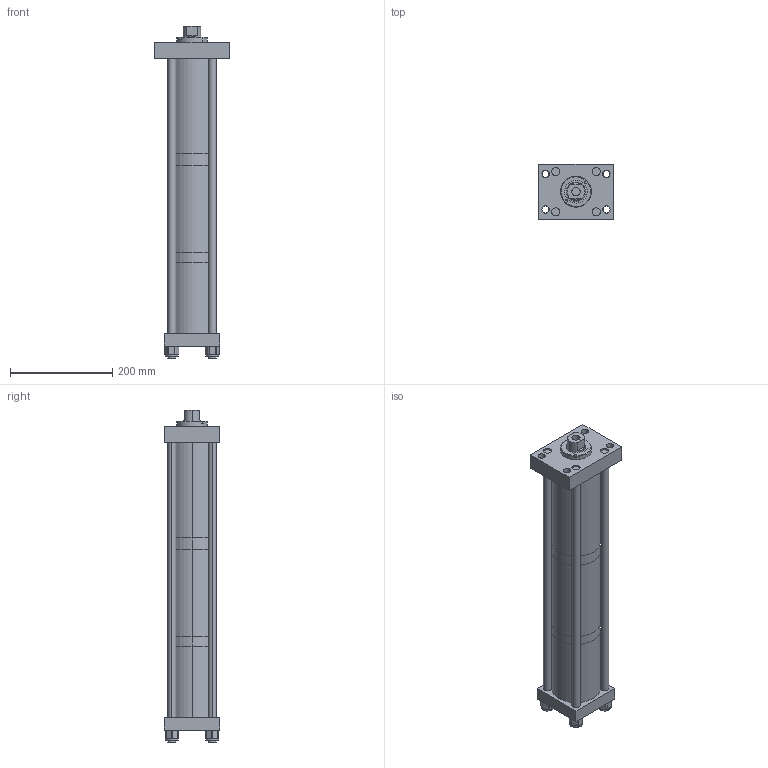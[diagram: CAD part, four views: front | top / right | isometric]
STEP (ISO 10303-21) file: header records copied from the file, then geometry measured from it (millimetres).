
FILE_DESCRIPTION (( 'STEP AP203' ), '1' );
FILE_NAME ('HPI-4-2.00-.25-FH-2020.STEP', '2020-04-17T15:21:58', ( '' ), ( '' ), 'SwSTEP 2.0', 'SolidWorks 2018', '' );
FILE_SCHEMA (( 'CONFIG_CONTROL_DESIGN' ));
Length unit declared in the file: inch
Products named in the file (1): HPI-4-2.00-.25-FH-2020
Bounding box: 146.05 x 107.95 x 650.88 mm (x, y, z)
Volume: 2570069.2 mm3; surface area: 630110.2 mm2
Topology: 18 solids, 18 shells, 349 faces, 801 edges, 505 vertices
Faces by surface type: cylinder 180, plane 132, cone 37
Entity records: 10980 total; most frequent: CARTESIAN_POINT 2648, DIRECTION 1871, ORIENTED_EDGE 1578, EDGE_CURVE 789, AXIS2_PLACEMENT_3D 752, VERTEX_POINT 505, EDGE_LOOP 434, CIRCLE 402
